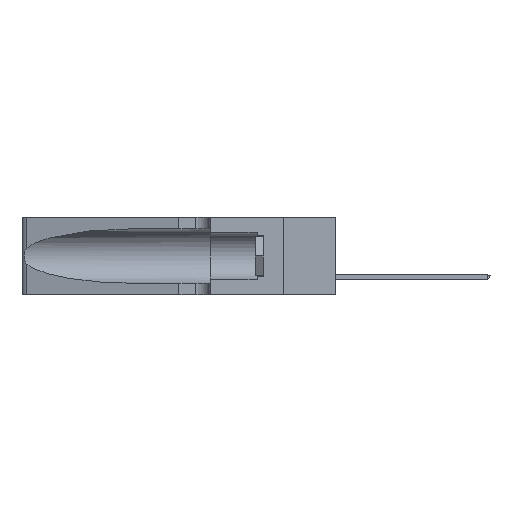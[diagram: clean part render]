
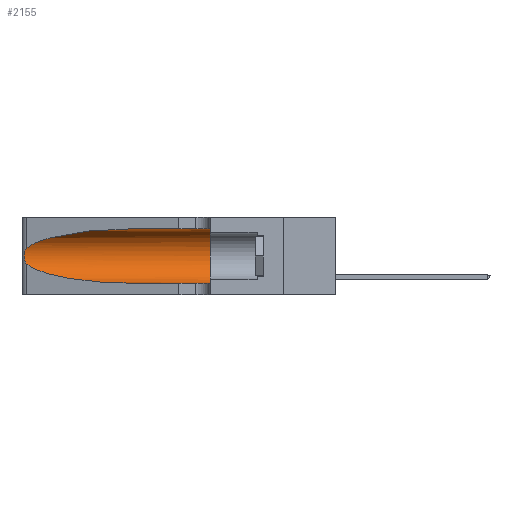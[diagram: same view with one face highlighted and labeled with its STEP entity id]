
A CAD part, left-side view. The second image highlights one B-rep face of the part: STEP entity #2155.
In plain terms, the highlighted cylindrical face has radius 3.308 mm (diameter 6.617 mm), a partial arc.
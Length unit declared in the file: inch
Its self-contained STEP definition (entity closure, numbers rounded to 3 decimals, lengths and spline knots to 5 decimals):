
#205 = CARTESIAN_POINT ( 'NONE',  ( 0.1305, 0.72297, 0.05475 ) ) ;
#2155 = ADVANCED_FACE ( 'NONE', ( #4409 ), #40786, .F. ) ;
#2205 = AXIS2_PLACEMENT_3D ( 'NONE', #32462, #36484, #13840 ) ;
#2415 = CARTESIAN_POINT ( 'NONE',  ( 0.25639, 1.23184, 0.21858 ) ) ;
#2595 = AXIS2_PLACEMENT_3D ( 'NONE', #39022, #19736, #35250 ) ;
#2913 = CARTESIAN_POINT ( 'NONE',  ( 0.26018, 1.23835, 0.19895 ) ) ;
#3331 = CARTESIAN_POINT ( 'NONE',  ( 0.2373, 1.15595, 0.28018 ) ) ;
#4140 = ORIENTED_EDGE ( 'NONE', *, *, #38269, .F. ) ;
#4409 = FACE_OUTER_BOUND ( 'NONE', #34426, .T. ) ;
#5498 = VECTOR ( 'NONE', #33373, 39.37008 ) ;
#6220 = ORIENTED_EDGE ( 'NONE', *, *, #23345, .T. ) ;
#6327 = CARTESIAN_POINT ( 'NONE',  ( 0.25787, 1.23484, 0.2124 ) ) ;
#6370 = CARTESIAN_POINT ( 'NONE',  ( 0.18966, 0.96281, 0.05475 ) ) ;
#6876 = EDGE_CURVE ( 'NONE', #35451, #17032, #48278, .T. ) ;
#8939 = VERTEX_POINT ( 'NONE', #41806 ) ;
#10585 = CARTESIAN_POINT ( 'NONE',  ( 0.26075, 1.23896, 0.19203 ) ) ;
#10623 = CARTESIAN_POINT ( 'NONE',  ( 0.1305, 0.72297, 0.05475 ) ) ;
#10923 = CARTESIAN_POINT ( 'NONE',  ( 0.26017, 1.23833, 0.17102 ) ) ;
#11098 = CARTESIAN_POINT ( 'NONE',  ( 0.25639, 1.23186, 0.15144 ) ) ;
#11160 = CARTESIAN_POINT ( 'NONE',  ( 0.1305, 0.72297, 0.31525 ) ) ;
#12449 = LINE ( 'NONE', #50140, #21512 ) ;
#13840 = DIRECTION ( 'NONE',  ( 0., 0., -1. ) ) ;
#15012 = EDGE_CURVE ( 'NONE', #8939, #46286, #18757, .T. ) ;
#17032 = VERTEX_POINT ( 'NONE', #29756 ) ;
#17555 =( BOUNDED_CURVE ( )  B_SPLINE_CURVE ( 3, ( #11160, #29967, #3331, #22187 ),
 .UNSPECIFIED., .F., .T. ) 
 B_SPLINE_CURVE_WITH_KNOTS ( ( 4, 4 ),
 ( 1.5708, 2.84003 ),
 .UNSPECIFIED. ) 
 CURVE ( )  GEOMETRIC_REPRESENTATION_ITEM ( )  RATIONAL_B_SPLINE_CURVE ( ( 1., 0.87, 0.87, 1. ) ) 
 REPRESENTATION_ITEM ( '' )  );
#17812 = CARTESIAN_POINT ( 'NONE',  ( 0.1305, 1.61858, 0.31525 ) ) ;
#18757 = CIRCLE ( 'NONE', #2595, 0.13025 ) ;
#19736 = DIRECTION ( 'NONE',  ( 0., 1., 0. ) ) ;
#20198 = EDGE_CURVE ( 'NONE', #32450, #35451, #17555, .T. ) ;
#20423 = CARTESIAN_POINT ( 'NONE',  ( 0.25487, 1.22718, 0.22369 ) ) ;
#21512 = VECTOR ( 'NONE', #46749, 39.37008 ) ;
#21865 = CARTESIAN_POINT ( 'NONE',  ( 0.1305, 0.72297, 0.31525 ) ) ;
#21943 =( BOUNDED_CURVE ( )  B_SPLINE_CURVE ( 3, ( #33644, #45866, #6370, #10623 ),
 .UNSPECIFIED., .F., .F. ) 
 B_SPLINE_CURVE_WITH_KNOTS ( ( 4, 4 ),
 ( 3.44316, 4.71239 ),
 .UNSPECIFIED. ) 
 CURVE ( )  GEOMETRIC_REPRESENTATION_ITEM ( )  RATIONAL_B_SPLINE_CURVE ( ( 1., 0.87, 0.87, 1. ) ) 
 REPRESENTATION_ITEM ( '' )  );
#22187 = CARTESIAN_POINT ( 'NONE',  ( 0.25487, 1.22718, 0.22369 ) ) ;
#22625 = CARTESIAN_POINT ( 'NONE',  ( 0.25487, 1.22718, 0.14631 ) ) ;
#23345 = EDGE_CURVE ( 'NONE', #17032, #23661, #21943, .T. ) ;
#23661 = VERTEX_POINT ( 'NONE', #205 ) ;
#23738 = ORIENTED_EDGE ( 'NONE', *, *, #40505, .T. ) ;
#26151 = CARTESIAN_POINT ( 'NONE',  ( 0.25555, 1.22993, 0.14849 ) ) ;
#26212 = ORIENTED_EDGE ( 'NONE', *, *, #6876, .T. ) ;
#29165 = LINE ( 'NONE', #17812, #5498 ) ;
#29756 = CARTESIAN_POINT ( 'NONE',  ( 0.25487, 1.22718, 0.14631 ) ) ;
#29967 = CARTESIAN_POINT ( 'NONE',  ( 0.18966, 0.96281, 0.31525 ) ) ;
#32450 = VERTEX_POINT ( 'NONE', #21865 ) ;
#32462 = CARTESIAN_POINT ( 'NONE',  ( 0.1305, 1.61858, 0.185 ) ) ;
#33373 = DIRECTION ( 'NONE',  ( 0., -1., 0. ) ) ;
#33445 = CARTESIAN_POINT ( 'NONE',  ( 0.25487, 1.22718, 0.22369 ) ) ;
#33644 = CARTESIAN_POINT ( 'NONE',  ( 0.25487, 1.22718, 0.14631 ) ) ;
#34080 = CARTESIAN_POINT ( 'NONE',  ( 0.25854, 1.2359, 0.20912 ) ) ;
#34426 = EDGE_LOOP ( 'NONE', ( #40445, #26212, #6220, #23738, #42562, #4140 ) ) ;
#35250 = DIRECTION ( 'NONE',  ( 0., 0., 1. ) ) ;
#35451 = VERTEX_POINT ( 'NONE', #20423 ) ;
#36484 = DIRECTION ( 'NONE',  ( 0., -1., 0. ) ) ;
#36822 = CARTESIAN_POINT ( 'NONE',  ( 0.25555, 1.22994, 0.2215 ) ) ;
#38269 = EDGE_CURVE ( 'NONE', #32450, #8939, #29165, .T. ) ;
#38457 = CARTESIAN_POINT ( 'NONE',  ( 0.1305, 0.35, 0.05475 ) ) ;
#39022 = CARTESIAN_POINT ( 'NONE',  ( 0.1305, 0.35, 0.185 ) ) ;
#40445 = ORIENTED_EDGE ( 'NONE', *, *, #20198, .T. ) ;
#40505 = EDGE_CURVE ( 'NONE', #23661, #46286, #12449, .T. ) ;
#40786 = CYLINDRICAL_SURFACE ( 'NONE', #2205, 0.13025 ) ;
#41806 = CARTESIAN_POINT ( 'NONE',  ( 0.1305, 0.35, 0.31525 ) ) ;
#42562 = ORIENTED_EDGE ( 'NONE', *, *, #15012, .F. ) ;
#45817 = CARTESIAN_POINT ( 'NONE',  ( 0.25856, 1.23593, 0.16098 ) ) ;
#45866 = CARTESIAN_POINT ( 'NONE',  ( 0.2373, 1.15595, 0.08982 ) ) ;
#46286 = VERTEX_POINT ( 'NONE', #38457 ) ;
#46749 = DIRECTION ( 'NONE',  ( 0., -1., 0. ) ) ;
#48278 = B_SPLINE_CURVE_WITH_KNOTS ( 'NONE', 3,
 ( #33445, #36822, #2415, #6327, #34080, #2913, #10585, #49383, #10923, #45817, #49549, #11098, #26151, #22625 ),
 .UNSPECIFIED., .F., .F.,
 ( 4, 2, 2, 2, 2, 2, 4 ),
 ( 0., 0.00027, 0.00053, 0.00107, 0.0016, 0.00187, 0.00214 ),
 .UNSPECIFIED. ) ;
#49383 = CARTESIAN_POINT ( 'NONE',  ( 0.26075, 1.23896, 0.178 ) ) ;
#49549 = CARTESIAN_POINT ( 'NONE',  ( 0.25789, 1.23486, 0.15765 ) ) ;
#50140 = CARTESIAN_POINT ( 'NONE',  ( 0.1305, 1.61858, 0.05475 ) ) ;
